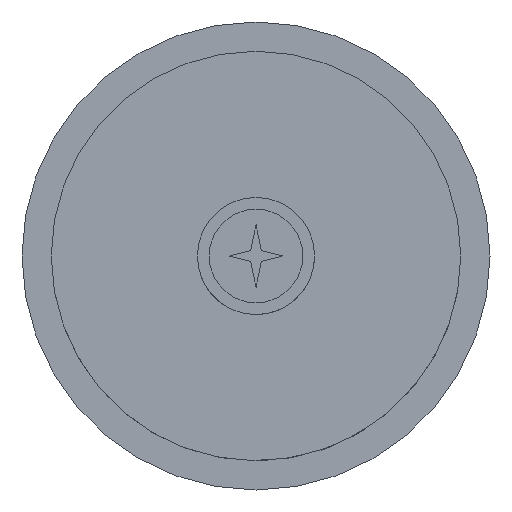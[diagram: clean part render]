
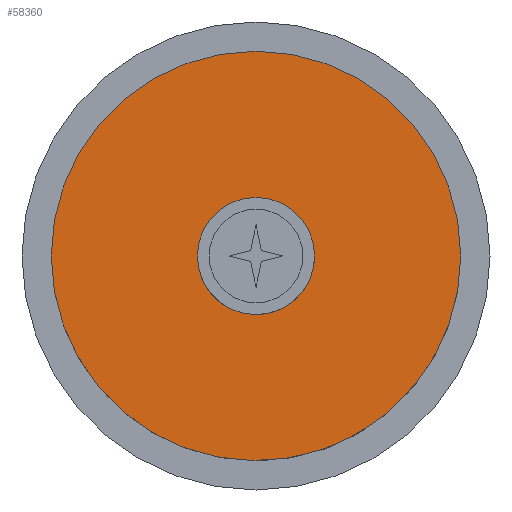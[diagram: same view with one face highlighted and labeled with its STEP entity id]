
A CAD part, front view. The second image highlights one B-rep face of the part: STEP entity #58360.
In plain terms, the highlighted planar face has unit normal (0, -1, 0).
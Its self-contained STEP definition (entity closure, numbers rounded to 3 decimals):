
#56540=CARTESIAN_POINT('',(40.,1.,0.));
#56550=DIRECTION('',(0.,-1.,0.));
#56560=DIRECTION('',(-1.,0.,0.));
#56570=AXIS2_PLACEMENT_3D('',#56540,#56550,#56560);
#56580=CIRCLE('',#56570,35.);
#56590=CARTESIAN_POINT('',(44.423,1.,-34.719));
#56600=VERTEX_POINT('',#56590);
#56610=CARTESIAN_POINT('',(75.,1.,0.));
#56620=VERTEX_POINT('',#56610);
#56630=EDGE_CURVE('',#56600,#56620,#56580,.T.);
#56760=CARTESIAN_POINT('',(5.,1.,0.));
#56770=VERTEX_POINT('',#56760);
#56800=EDGE_CURVE('',#56770,#56600,#56580,.T.);
#56940=CARTESIAN_POINT('',(50.,1.,0.));
#56950=VERTEX_POINT('',#56940);
#56980=CARTESIAN_POINT('',(40.,1.,0.));
#56990=DIRECTION('',(0.,-1.,0.));
#57000=DIRECTION('',(-1.,0.,0.));
#57010=AXIS2_PLACEMENT_3D('',#56980,#56990,#57000);
#57020=CIRCLE('',#57010,10.);
#57030=CARTESIAN_POINT('',(43.167,1.,-9.485));
#57040=VERTEX_POINT('',#57030);
#57050=EDGE_CURVE('',#57040,#56950,#57020,.T.);
#57070=CARTESIAN_POINT('',(30.,1.,0.));
#57080=VERTEX_POINT('',#57070);
#57090=EDGE_CURVE('',#57080,#57040,#57020,.T.);
#57380=EDGE_CURVE('',#56620,#56770,#56580,.T.);
#57510=EDGE_CURVE('',#56950,#57080,#57020,.T.);
#58210=CARTESIAN_POINT('',(42.,1.,34.943));
#58220=DIRECTION('',(-0.,-1.,-0.));
#58230=DIRECTION('',(-1.,0.,0.));
#58240=AXIS2_PLACEMENT_3D('',#58210,#58220,#58230);
#58250=PLANE('',#58240);
#58260=ORIENTED_EDGE('',*,*,#57050,.F.);
#58270=ORIENTED_EDGE('',*,*,#57510,.F.);
#58280=ORIENTED_EDGE('',*,*,#57090,.F.);
#58290=EDGE_LOOP('',(#58280,#58270,#58260));
#58300=FACE_BOUND('',#58290,.T.);
#58310=ORIENTED_EDGE('',*,*,#57380,.T.);
#58320=ORIENTED_EDGE('',*,*,#56630,.T.);
#58330=ORIENTED_EDGE('',*,*,#56800,.T.);
#58340=EDGE_LOOP('',(#58330,#58320,#58310));
#58350=FACE_OUTER_BOUND('',#58340,.T.);
#58360=ADVANCED_FACE('',(#58300,#58350),#58250,.T.);
